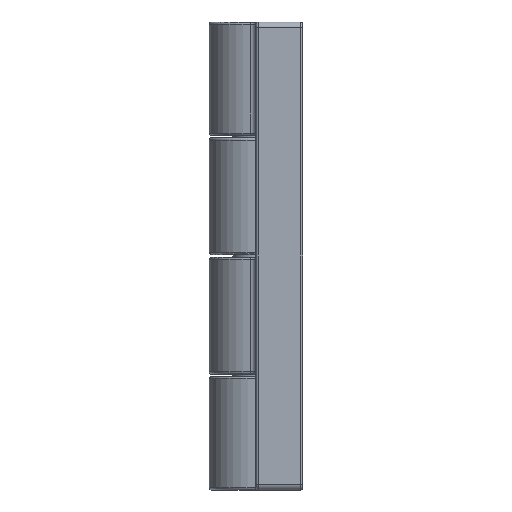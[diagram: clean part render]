
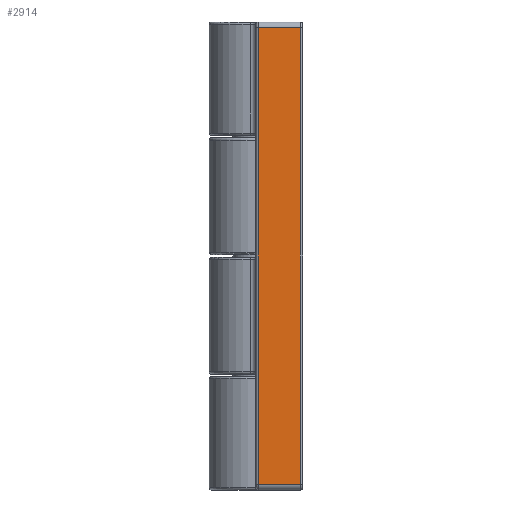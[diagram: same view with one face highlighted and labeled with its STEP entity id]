
A CAD part, left-side view. The second image highlights one B-rep face of the part: STEP entity #2914.
In plain terms, the highlighted face is planar.
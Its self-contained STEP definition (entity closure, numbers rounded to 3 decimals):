
#2261 = CARTESIAN_POINT ( 'NONE',  ( 20., -0.2, 19.5 ) ) ;
#2262 = CARTESIAN_POINT ( 'NONE',  ( 20., -0.2, -19.5 ) ) ;
#2277 = LINE ( 'NONE', #2306, #2305 ) ;
#2295 = LINE ( 'NONE', #2336, #2335 ) ;
#2297 = VECTOR ( 'NONE', #2353, 1000. ) ;
#2298 = CARTESIAN_POINT ( 'NONE',  ( 20., -4., 19.5 ) ) ;
#2299 = LINE ( 'NONE', #2298, #2297 ) ;
#2300 = DIRECTION ( 'NONE',  ( 0., 0., -1. ) ) ;
#2301 = VECTOR ( 'NONE', #2300, 1000. ) ;
#2302 = CARTESIAN_POINT ( 'NONE',  ( 20., -3.8, 20. ) ) ;
#2303 = LINE ( 'NONE', #2302, #2301 ) ;
#2304 = DIRECTION ( 'NONE',  ( 0., 0., 1. ) ) ;
#2305 = VECTOR ( 'NONE', #2304, 1000. ) ;
#2306 = CARTESIAN_POINT ( 'NONE',  ( 20., -0.2, 20. ) ) ;
#2331 = CARTESIAN_POINT ( 'NONE',  ( 20., -3.8, -19.5 ) ) ;
#2334 = DIRECTION ( 'NONE',  ( 0., 1., 0. ) ) ;
#2335 = VECTOR ( 'NONE', #2334, 1000. ) ;
#2336 = CARTESIAN_POINT ( 'NONE',  ( 20., 0., -19.5 ) ) ;
#2342 = CARTESIAN_POINT ( 'NONE',  ( 20., -3.8, 19.5 ) ) ;
#2353 = DIRECTION ( 'NONE',  ( 0., -1., 0. ) ) ;
#2354 = DIRECTION ( 'NONE',  ( 0., 0., 1. ) ) ;
#2355 = DIRECTION ( 'NONE',  ( -1., 0., 0. ) ) ;
#2356 = CARTESIAN_POINT ( 'NONE',  ( 20., -4., 20. ) ) ;
#2368 = FACE_OUTER_BOUND ( 'NONE', #2890, .T. ) ;
#2378 = AXIS2_PLACEMENT_3D ( 'NONE', #2356, #2355, #2354 ) ;
#2381 = PLANE ( 'NONE',  #2378 ) ;
#2859 = VERTEX_POINT ( 'NONE', #2261 ) ;
#2874 = VERTEX_POINT ( 'NONE', #2262 ) ;
#2876 = EDGE_CURVE ( 'NONE', #2874, #2859, #2277, .T. ) ;
#2877 = EDGE_CURVE ( 'NONE', #2892, #2896, #2303, .T. ) ;
#2878 = EDGE_CURVE ( 'NONE', #2859, #2892, #2299, .T. ) ;
#2880 = ORIENTED_EDGE ( 'NONE', *, *, #2876, .T. ) ;
#2883 = EDGE_CURVE ( 'NONE', #2896, #2874, #2295, .T. ) ;
#2887 = ORIENTED_EDGE ( 'NONE', *, *, #2883, .T. ) ;
#2890 = EDGE_LOOP ( 'NONE', ( #2924, #2913, #2887, #2880 ) ) ;
#2892 = VERTEX_POINT ( 'NONE', #2342 ) ;
#2896 = VERTEX_POINT ( 'NONE', #2331 ) ;
#2913 = ORIENTED_EDGE ( 'NONE', *, *, #2877, .T. ) ;
#2914 = ADVANCED_FACE ( 'NONE', ( #2368 ), #2381, .F. ) ;
#2924 = ORIENTED_EDGE ( 'NONE', *, *, #2878, .T. ) ;
